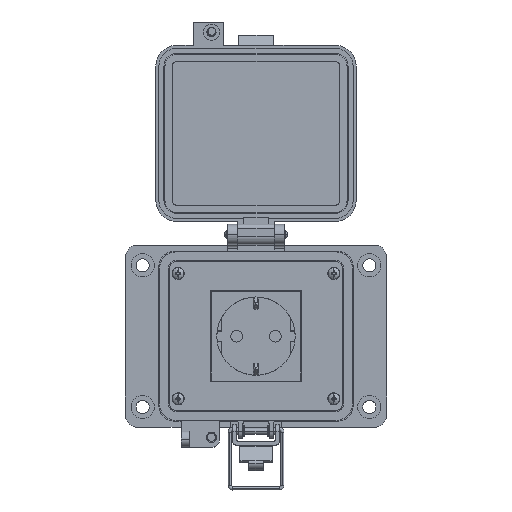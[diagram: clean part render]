
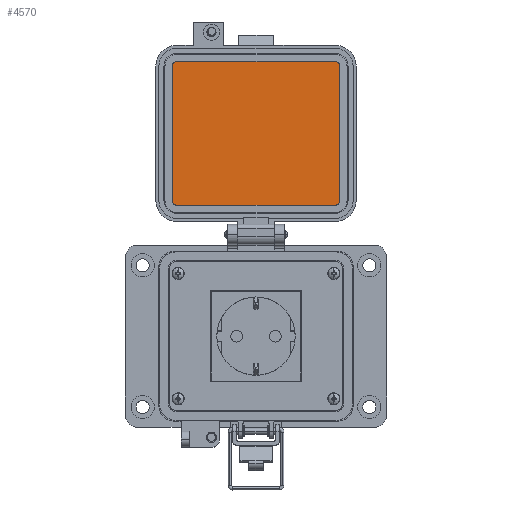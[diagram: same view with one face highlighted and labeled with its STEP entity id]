
A CAD part, top view. The second image highlights one B-rep face of the part: STEP entity #4570.
In plain terms, the highlighted planar face has unit normal (0, 0, 1).
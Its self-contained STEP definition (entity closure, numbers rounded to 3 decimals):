
#78 = DIRECTION ( 'NONE',  ( 0., 0., -1. ) ) ;
#1145 = EDGE_CURVE ( 'NONE', #17667, #20582, #9824, .T. ) ;
#2945 = VECTOR ( 'NONE', #28980, 1000. ) ;
#3019 = CARTESIAN_POINT ( 'NONE',  ( 35.912, 128.688, 19.202 ) ) ;
#3213 = CIRCLE ( 'NONE', #23359, 2.299 ) ;
#3280 = EDGE_CURVE ( 'NONE', #26233, #28408, #22220, .T. ) ;
#3903 = DIRECTION ( 'NONE',  ( 0., 0., -1. ) ) ;
#4024 = CARTESIAN_POINT ( 'NONE',  ( 38.212, 126.389, 19.202 ) ) ;
#4570 = ADVANCED_FACE ( 'NONE', ( #35683 ), #33327, .T. ) ;
#5629 = AXIS2_PLACEMENT_3D ( 'NONE', #8035, #78, #5695 ) ;
#5695 = DIRECTION ( 'NONE',  ( 0., -1., 0. ) ) ;
#6046 = LINE ( 'NONE', #21914, #18528 ) ;
#6096 = ORIENTED_EDGE ( 'NONE', *, *, #1145, .F. ) ;
#7604 = CARTESIAN_POINT ( 'NONE',  ( 38.212, 93.196, 19.202 ) ) ;
#7911 = DIRECTION ( 'NONE',  ( 0., 0., 1. ) ) ;
#8035 = CARTESIAN_POINT ( 'NONE',  ( -42.469, 126.389, 19.202 ) ) ;
#8250 = CARTESIAN_POINT ( 'NONE',  ( -44.769, 60.004, 19.202 ) ) ;
#8624 = CARTESIAN_POINT ( 'NONE',  ( 39.871, 130.108, 19.202 ) ) ;
#9824 = LINE ( 'NONE', #17752, #23365 ) ;
#10149 = ORIENTED_EDGE ( 'NONE', *, *, #17891, .F. ) ;
#10849 = CARTESIAN_POINT ( 'NONE',  ( -42.469, 57.705, 19.202 ) ) ;
#11159 = EDGE_CURVE ( 'NONE', #15087, #30668, #3213, .T. ) ;
#12476 = AXIS2_PLACEMENT_3D ( 'NONE', #19245, #27187, #32423 ) ;
#12506 = CARTESIAN_POINT ( 'NONE',  ( 38.212, 60.004, 19.202 ) ) ;
#14365 = DIRECTION ( 'NONE',  ( 0., 1., 0. ) ) ;
#14947 = VERTEX_POINT ( 'NONE', #4024 ) ;
#14960 = EDGE_CURVE ( 'NONE', #20582, #14947, #18698, .T. ) ;
#15087 = VERTEX_POINT ( 'NONE', #10849 ) ;
#17667 = VERTEX_POINT ( 'NONE', #28269 ) ;
#17684 = EDGE_CURVE ( 'NONE', #28408, #15087, #17820, .T. ) ;
#17752 = CARTESIAN_POINT ( 'NONE',  ( -3.279, 128.688, 19.202 ) ) ;
#17820 = LINE ( 'NONE', #23202, #2945 ) ;
#17891 = EDGE_CURVE ( 'NONE', #30668, #31234, #6046, .T. ) ;
#18252 = CARTESIAN_POINT ( 'NONE',  ( -44.769, 126.389, 19.202 ) ) ;
#18528 = VECTOR ( 'NONE', #14365, 1000. ) ;
#18698 = CIRCLE ( 'NONE', #24448, 2.299 ) ;
#19245 = CARTESIAN_POINT ( 'NONE',  ( 35.912, 60.004, 19.202 ) ) ;
#19256 = ORIENTED_EDGE ( 'NONE', *, *, #14960, .F. ) ;
#19560 = EDGE_LOOP ( 'NONE', ( #31288, #20431, #19256, #6096, #26096, #10149, #23545, #23710 ) ) ;
#20431 = ORIENTED_EDGE ( 'NONE', *, *, #25135, .F. ) ;
#20582 = VERTEX_POINT ( 'NONE', #3019 ) ;
#20945 = LINE ( 'NONE', #7604, #27969 ) ;
#20946 = DIRECTION ( 'NONE',  ( 0., 0., -1. ) ) ;
#21182 = CIRCLE ( 'NONE', #5629, 2.299 ) ;
#21603 = DIRECTION ( 'NONE',  ( -1., 0., 0. ) ) ;
#21914 = CARTESIAN_POINT ( 'NONE',  ( -44.769, 93.196, 19.202 ) ) ;
#22220 = CIRCLE ( 'NONE', #12476, 2.299 ) ;
#23202 = CARTESIAN_POINT ( 'NONE',  ( -3.279, 57.705, 19.202 ) ) ;
#23312 = DIRECTION ( 'NONE',  ( 1., 0., 0. ) ) ;
#23359 = AXIS2_PLACEMENT_3D ( 'NONE', #28411, #3903, #26241 ) ;
#23365 = VECTOR ( 'NONE', #23312, 1000. ) ;
#23545 = ORIENTED_EDGE ( 'NONE', *, *, #11159, .F. ) ;
#23710 = ORIENTED_EDGE ( 'NONE', *, *, #17684, .F. ) ;
#24448 = AXIS2_PLACEMENT_3D ( 'NONE', #31607, #20946, #29066 ) ;
#25135 = EDGE_CURVE ( 'NONE', #14947, #26233, #20945, .T. ) ;
#25305 = CARTESIAN_POINT ( 'NONE',  ( 35.912, 57.705, 19.202 ) ) ;
#26096 = ORIENTED_EDGE ( 'NONE', *, *, #29233, .F. ) ;
#26233 = VERTEX_POINT ( 'NONE', #12506 ) ;
#26241 = DIRECTION ( 'NONE',  ( 1., 0., 0. ) ) ;
#27187 = DIRECTION ( 'NONE',  ( 0., 0., -1. ) ) ;
#27969 = VECTOR ( 'NONE', #29257, 1000. ) ;
#28269 = CARTESIAN_POINT ( 'NONE',  ( -42.469, 128.688, 19.202 ) ) ;
#28408 = VERTEX_POINT ( 'NONE', #25305 ) ;
#28411 = CARTESIAN_POINT ( 'NONE',  ( -42.469, 60.004, 19.202 ) ) ;
#28980 = DIRECTION ( 'NONE',  ( -1., 0., 0. ) ) ;
#29066 = DIRECTION ( 'NONE',  ( 1., 0., 0. ) ) ;
#29233 = EDGE_CURVE ( 'NONE', #31234, #17667, #21182, .T. ) ;
#29257 = DIRECTION ( 'NONE',  ( 0., -1., 0. ) ) ;
#29726 = AXIS2_PLACEMENT_3D ( 'NONE', #8624, #7911, #21603 ) ;
#30668 = VERTEX_POINT ( 'NONE', #8250 ) ;
#31234 = VERTEX_POINT ( 'NONE', #18252 ) ;
#31288 = ORIENTED_EDGE ( 'NONE', *, *, #3280, .F. ) ;
#31607 = CARTESIAN_POINT ( 'NONE',  ( 35.912, 126.389, 19.202 ) ) ;
#32423 = DIRECTION ( 'NONE',  ( 0., -1., 0. ) ) ;
#33327 = PLANE ( 'NONE',  #29726 ) ;
#35683 = FACE_OUTER_BOUND ( 'NONE', #19560, .T. ) ;
